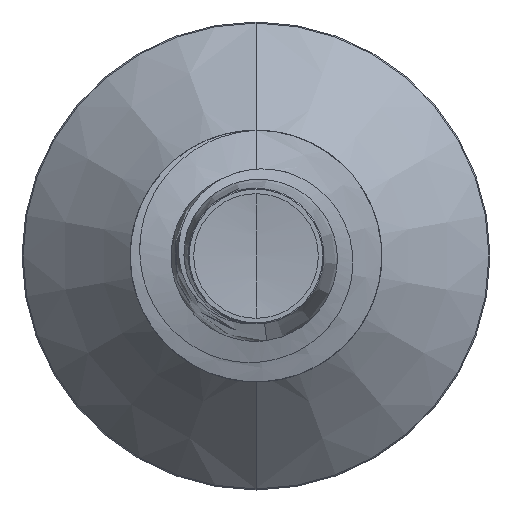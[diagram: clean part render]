
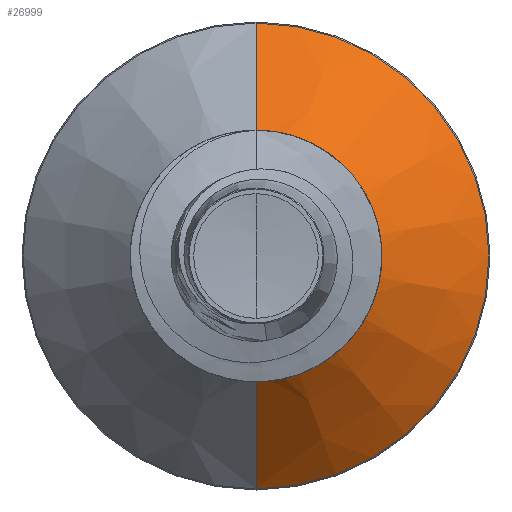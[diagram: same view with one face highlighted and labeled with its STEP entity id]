
A CAD part, front view. The second image highlights one B-rep face of the part: STEP entity #26999.
In plain terms, the highlighted conical face has half-angle 45 degrees and reference radius 2.301 mm.
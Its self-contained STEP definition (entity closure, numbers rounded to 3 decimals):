
#33 = VERTEX_POINT ( 'NONE', #26104 ) ;
#381 = LINE ( 'NONE', #3206, #13716 ) ;
#550 = CARTESIAN_POINT ( 'NONE',  ( 0., 24.228, 0. ) ) ;
#627 = AXIS2_PLACEMENT_3D ( 'NONE', #550, #17222, #3236 ) ;
#2745 = CONICAL_SURFACE ( 'NONE', #21781, 2.301, 0.785 ) ;
#3086 = DIRECTION ( 'NONE',  ( 0., 0.707, -0.707 ) ) ;
#3124 = ORIENTED_EDGE ( 'NONE', *, *, #13661, .T. ) ;
#3179 = CARTESIAN_POINT ( 'NONE',  ( 0., 21.901, 0. ) ) ;
#3206 = CARTESIAN_POINT ( 'NONE',  ( 0., 21.901, -2.301 ) ) ;
#3236 = DIRECTION ( 'NONE',  ( 0., 0., 1. ) ) ;
#3930 = CARTESIAN_POINT ( 'NONE',  ( 0., 21.901, 0. ) ) ;
#5081 = VERTEX_POINT ( 'NONE', #15450 ) ;
#5460 = DIRECTION ( 'NONE',  ( 0., 0.707, 0.707 ) ) ;
#5665 = DIRECTION ( 'NONE',  ( 0., 0., 1. ) ) ;
#5683 = VECTOR ( 'NONE', #5460, 1000. ) ;
#5684 = CARTESIAN_POINT ( 'NONE',  ( 0., 21.901, 2.301 ) ) ;
#6140 = CARTESIAN_POINT ( 'NONE',  ( 0., 21.901, 2.301 ) ) ;
#6370 = EDGE_CURVE ( 'NONE', #23225, #33, #22479, .T. ) ;
#8109 = EDGE_LOOP ( 'NONE', ( #15850, #3124, #8897, #19557 ) ) ;
#8897 = ORIENTED_EDGE ( 'NONE', *, *, #18912, .F. ) ;
#11451 = CARTESIAN_POINT ( 'NONE',  ( 0., 21.901, -2.301 ) ) ;
#13661 = EDGE_CURVE ( 'NONE', #21903, #5081, #381, .T. ) ;
#13716 = VECTOR ( 'NONE', #3086, 1000. ) ;
#15450 = CARTESIAN_POINT ( 'NONE',  ( 0., 24.228, -4.628 ) ) ;
#15759 = EDGE_CURVE ( 'NONE', #23225, #21903, #17466, .T. ) ;
#15850 = ORIENTED_EDGE ( 'NONE', *, *, #15759, .T. ) ;
#16774 = FACE_OUTER_BOUND ( 'NONE', #8109, .T. ) ;
#17222 = DIRECTION ( 'NONE',  ( 0., 1., 0. ) ) ;
#17466 = CIRCLE ( 'NONE', #26392, 2.301 ) ;
#17720 = DIRECTION ( 'NONE',  ( 0., 0., 1. ) ) ;
#18912 = EDGE_CURVE ( 'NONE', #33, #5081, #25318, .T. ) ;
#19024 = DIRECTION ( 'NONE',  ( 0., 1., 0. ) ) ;
#19491 = DIRECTION ( 'NONE',  ( 0., 1., 0. ) ) ;
#19557 = ORIENTED_EDGE ( 'NONE', *, *, #6370, .F. ) ;
#21781 = AXIS2_PLACEMENT_3D ( 'NONE', #3930, #19491, #17720 ) ;
#21903 = VERTEX_POINT ( 'NONE', #11451 ) ;
#22479 = LINE ( 'NONE', #5684, #5683 ) ;
#23225 = VERTEX_POINT ( 'NONE', #6140 ) ;
#25318 = CIRCLE ( 'NONE', #627, 4.628 ) ;
#26104 = CARTESIAN_POINT ( 'NONE',  ( 0., 24.228, 4.628 ) ) ;
#26392 = AXIS2_PLACEMENT_3D ( 'NONE', #3179, #19024, #5665 ) ;
#26999 = ADVANCED_FACE ( 'NONE', ( #16774 ), #2745, .T. ) ;
